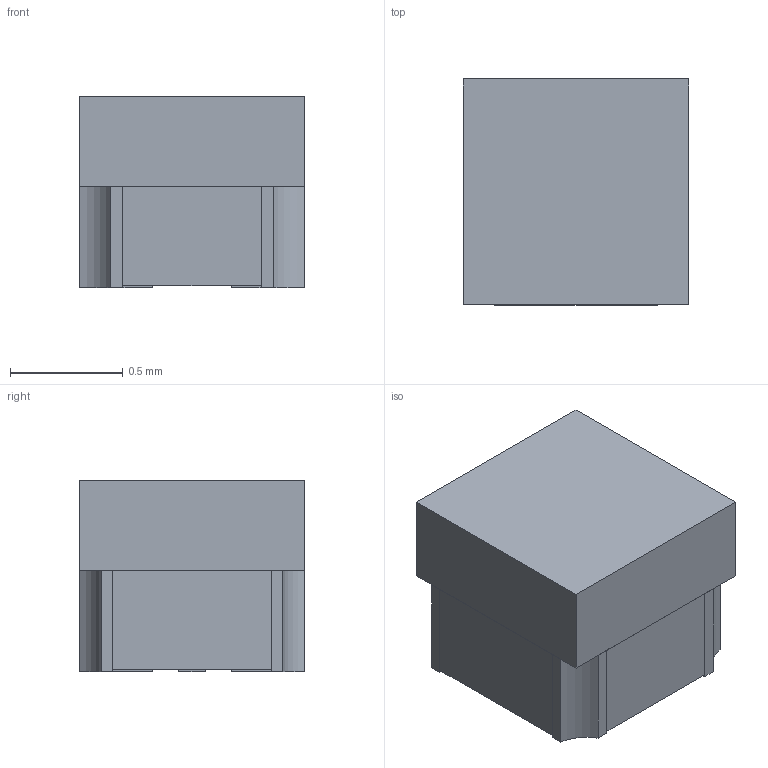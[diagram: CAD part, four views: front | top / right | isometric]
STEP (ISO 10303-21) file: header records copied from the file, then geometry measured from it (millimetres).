
FILE_DESCRIPTION(('FreeCAD Model'),'2;1');
FILE_NAME('/FC-B1010RGBT-HG.step','2020-11-10T14:11:21',('Author'),(''), 'Open CASCADE STEP processor 7.3','FreeCAD','Unknown');
FILE_SCHEMA(('AUTOMOTIVE_DESIGN { 1 0 10303 214 1 1 1 1 }'));
Length unit declared in the file: millimetre
Products named in the file (5): Part; leads; body; clear; marker
Assembly tree (4 placements, depth 2):
  Part
    leads
    body
    clear
    marker
Bounding box: 1 x 1 x 0.85 mm (x, y, z)
Surface area: 10.7 mm2
Topology: 4 solids, 4 shells, 68 faces, 172 edges, 112 vertices
Faces by surface type: plane 56, cylinder 12
Entity records: 2136 total; most frequent: CARTESIAN_POINT 357, ORIENTED_EDGE 344, DIRECTION 342, EDGE_CURVE 172, LINE 148, VECTOR 148, VERTEX_POINT 112, AXIS2_PLACEMENT_3D 97
